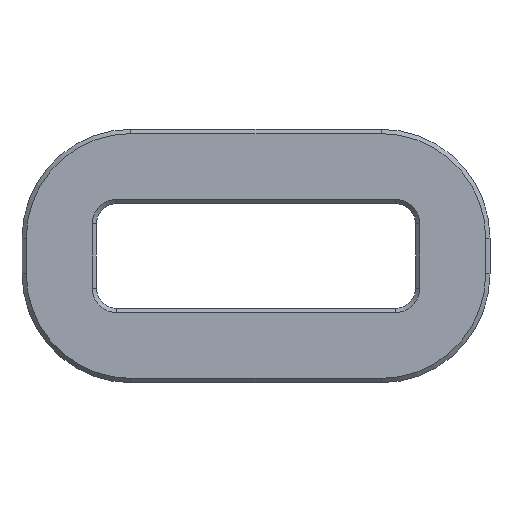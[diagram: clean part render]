
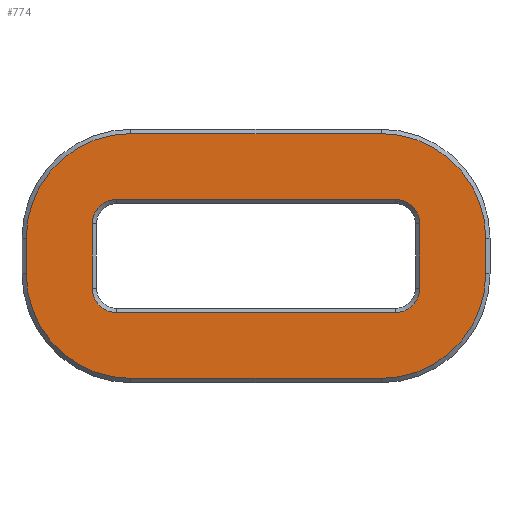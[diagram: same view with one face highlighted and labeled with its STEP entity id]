
A CAD part, front view. The second image highlights one B-rep face of the part: STEP entity #774.
In plain terms, the highlighted planar face has unit normal (0, -1, 0).
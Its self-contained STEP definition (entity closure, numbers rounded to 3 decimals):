
#44=CIRCLE('',#838,3.4);
#45=CIRCLE('',#839,3.4);
#46=CIRCLE('',#840,3.4);
#47=CIRCLE('',#841,3.4);
#48=CIRCLE('',#842,14.6);
#49=CIRCLE('',#843,14.6);
#50=CIRCLE('',#844,14.6);
#51=CIRCLE('',#845,14.6);
#108=ORIENTED_EDGE('',*,*,#332,.T.);
#109=ORIENTED_EDGE('',*,*,#333,.T.);
#110=ORIENTED_EDGE('',*,*,#334,.T.);
#111=ORIENTED_EDGE('',*,*,#335,.T.);
#112=ORIENTED_EDGE('',*,*,#336,.T.);
#113=ORIENTED_EDGE('',*,*,#337,.T.);
#114=ORIENTED_EDGE('',*,*,#338,.T.);
#115=ORIENTED_EDGE('',*,*,#339,.T.);
#116=ORIENTED_EDGE('',*,*,#340,.T.);
#117=ORIENTED_EDGE('',*,*,#341,.T.);
#118=ORIENTED_EDGE('',*,*,#342,.T.);
#119=ORIENTED_EDGE('',*,*,#343,.T.);
#120=ORIENTED_EDGE('',*,*,#344,.T.);
#121=ORIENTED_EDGE('',*,*,#345,.T.);
#122=ORIENTED_EDGE('',*,*,#346,.T.);
#123=ORIENTED_EDGE('',*,*,#347,.T.);
#332=EDGE_CURVE('',#444,#445,#44,.F.);
#333=EDGE_CURVE('',#445,#446,#508,.T.);
#334=EDGE_CURVE('',#446,#447,#45,.F.);
#335=EDGE_CURVE('',#447,#448,#509,.T.);
#336=EDGE_CURVE('',#448,#449,#46,.F.);
#337=EDGE_CURVE('',#449,#450,#510,.T.);
#338=EDGE_CURVE('',#450,#451,#47,.F.);
#339=EDGE_CURVE('',#451,#444,#511,.T.);
#340=EDGE_CURVE('',#452,#453,#48,.T.);
#341=EDGE_CURVE('',#453,#454,#512,.T.);
#342=EDGE_CURVE('',#454,#455,#49,.T.);
#343=EDGE_CURVE('',#455,#456,#513,.T.);
#344=EDGE_CURVE('',#456,#457,#50,.T.);
#345=EDGE_CURVE('',#457,#458,#514,.T.);
#346=EDGE_CURVE('',#458,#459,#51,.T.);
#347=EDGE_CURVE('',#459,#452,#515,.T.);
#444=VERTEX_POINT('',#1232);
#445=VERTEX_POINT('',#1233);
#446=VERTEX_POINT('',#1235);
#447=VERTEX_POINT('',#1237);
#448=VERTEX_POINT('',#1239);
#449=VERTEX_POINT('',#1241);
#450=VERTEX_POINT('',#1243);
#451=VERTEX_POINT('',#1245);
#452=VERTEX_POINT('',#1248);
#453=VERTEX_POINT('',#1249);
#454=VERTEX_POINT('',#1251);
#455=VERTEX_POINT('',#1253);
#456=VERTEX_POINT('',#1255);
#457=VERTEX_POINT('',#1257);
#458=VERTEX_POINT('',#1259);
#459=VERTEX_POINT('',#1261);
#508=LINE('',#1234,#588);
#509=LINE('',#1238,#589);
#510=LINE('',#1242,#590);
#511=LINE('',#1246,#591);
#512=LINE('',#1250,#592);
#513=LINE('',#1254,#593);
#514=LINE('',#1258,#594);
#515=LINE('',#1262,#595);
#588=VECTOR('',#965,1000.);
#589=VECTOR('',#968,1000.);
#590=VECTOR('',#971,1000.);
#591=VECTOR('',#974,1000.);
#592=VECTOR('',#977,1000.);
#593=VECTOR('',#980,1000.);
#594=VECTOR('',#983,1000.);
#595=VECTOR('',#986,1000.);
#644=EDGE_LOOP('',(#108,#109,#110,#111,#112,#113,#114,#115));
#645=EDGE_LOOP('',(#116,#117,#118,#119,#120,#121,#122,#123));
#696=FACE_BOUND('',#644,.T.);
#697=FACE_BOUND('',#645,.T.);
#748=PLANE('',#837);
#774=ADVANCED_FACE('',(#696,#697),#748,.T.);
#837=AXIS2_PLACEMENT_3D('',#1230,#961,#962);
#838=AXIS2_PLACEMENT_3D('',#1231,#963,#964);
#839=AXIS2_PLACEMENT_3D('',#1236,#966,#967);
#840=AXIS2_PLACEMENT_3D('',#1240,#969,#970);
#841=AXIS2_PLACEMENT_3D('',#1244,#972,#973);
#842=AXIS2_PLACEMENT_3D('',#1247,#975,#976);
#843=AXIS2_PLACEMENT_3D('',#1252,#978,#979);
#844=AXIS2_PLACEMENT_3D('',#1256,#981,#982);
#845=AXIS2_PLACEMENT_3D('',#1260,#984,#985);
#961=DIRECTION('',(0.,-1.,0.));
#962=DIRECTION('',(0.,0.,-1.));
#963=DIRECTION('',(0.,-1.,0.));
#964=DIRECTION('',(0.,0.,-1.));
#965=DIRECTION('',(-1.,0.,0.));
#966=DIRECTION('',(0.,-1.,0.));
#967=DIRECTION('',(0.,0.,-1.));
#968=DIRECTION('',(0.,0.,1.));
#969=DIRECTION('',(0.,-1.,0.));
#970=DIRECTION('',(0.,0.,-1.));
#971=DIRECTION('',(1.,0.,0.));
#972=DIRECTION('',(0.,-1.,0.));
#973=DIRECTION('',(0.,0.,-1.));
#974=DIRECTION('',(0.,0.,-1.));
#975=DIRECTION('',(0.,-1.,0.));
#976=DIRECTION('',(0.,0.,-1.));
#977=DIRECTION('',(1.,0.,0.));
#978=DIRECTION('',(0.,-1.,0.));
#979=DIRECTION('',(0.,0.,-1.));
#980=DIRECTION('',(0.,0.,1.));
#981=DIRECTION('',(0.,-1.,0.));
#982=DIRECTION('',(0.,0.,-1.));
#983=DIRECTION('',(-1.,0.,0.));
#984=DIRECTION('',(0.,-1.,0.));
#985=DIRECTION('',(0.,0.,-1.));
#986=DIRECTION('',(0.,0.,-1.));
#1230=CARTESIAN_POINT('',(0.,-7.8,0.));
#1231=CARTESIAN_POINT('',(19.5,-7.8,-4.5));
#1232=CARTESIAN_POINT('',(22.9,-7.8,-4.5));
#1233=CARTESIAN_POINT('',(19.5,-7.8,-7.9));
#1234=CARTESIAN_POINT('',(0.,-7.8,-7.9));
#1235=CARTESIAN_POINT('',(-19.5,-7.8,-7.9));
#1236=CARTESIAN_POINT('',(-19.5,-7.8,-4.5));
#1237=CARTESIAN_POINT('',(-22.9,-7.8,-4.5));
#1238=CARTESIAN_POINT('',(-22.9,-7.8,0.));
#1239=CARTESIAN_POINT('',(-22.9,-7.8,4.5));
#1240=CARTESIAN_POINT('',(-19.5,-7.8,4.5));
#1241=CARTESIAN_POINT('',(-19.5,-7.8,7.9));
#1242=CARTESIAN_POINT('',(0.,-7.8,7.9));
#1243=CARTESIAN_POINT('',(19.5,-7.8,7.9));
#1244=CARTESIAN_POINT('',(19.5,-7.8,4.5));
#1245=CARTESIAN_POINT('',(22.9,-7.8,4.5));
#1246=CARTESIAN_POINT('',(22.9,-7.8,0.));
#1247=CARTESIAN_POINT('',(-17.5,-7.8,-2.5));
#1248=CARTESIAN_POINT('',(-32.1,-7.8,-2.5));
#1249=CARTESIAN_POINT('',(-17.5,-7.8,-17.1));
#1250=CARTESIAN_POINT('',(17.5,-7.8,-17.1));
#1251=CARTESIAN_POINT('',(17.5,-7.8,-17.1));
#1252=CARTESIAN_POINT('',(17.5,-7.8,-2.5));
#1253=CARTESIAN_POINT('',(32.1,-7.8,-2.5));
#1254=CARTESIAN_POINT('',(32.1,-7.8,2.5));
#1255=CARTESIAN_POINT('',(32.1,-7.8,2.5));
#1256=CARTESIAN_POINT('',(17.5,-7.8,2.5));
#1257=CARTESIAN_POINT('',(17.5,-7.8,17.1));
#1258=CARTESIAN_POINT('',(-17.5,-7.8,17.1));
#1259=CARTESIAN_POINT('',(-17.5,-7.8,17.1));
#1260=CARTESIAN_POINT('',(-17.5,-7.8,2.5));
#1261=CARTESIAN_POINT('',(-32.1,-7.8,2.5));
#1262=CARTESIAN_POINT('',(-32.1,-7.8,-2.5));
